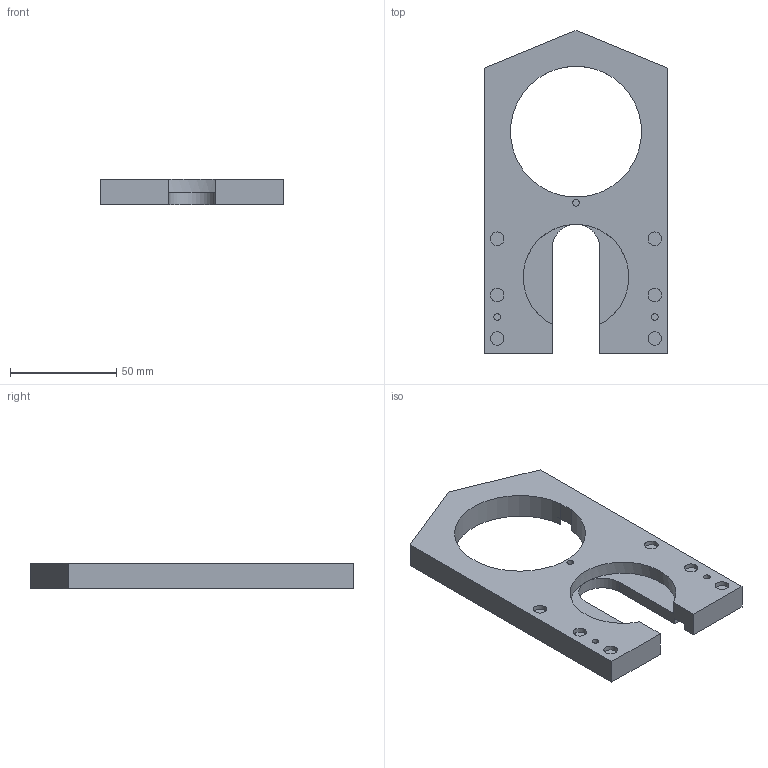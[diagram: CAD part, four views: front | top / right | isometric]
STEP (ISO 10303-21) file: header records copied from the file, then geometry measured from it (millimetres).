
FILE_DESCRIPTION(/* description */ (''),/* implementation_level */ '2;1');
FILE_NAME(/* name */ 'R7 Dust Boot v1.step',/* time_stamp */ '2022-03-01T12:40:59-06:00',/* author */ (''),/* organization */ (''),/* preprocessor_version */ 'ST-DEVELOPER v18.1',/* originating_system */ 'Autodesk Translation Framework v10.13.0.1454',/* authorisation */ '');
FILE_SCHEMA (('AUTOMOTIVE_DESIGN { 1 0 10303 214 3 1 1 }'));
Length unit declared in the file: inch
Products named in the file (1): R7 Dust Boot v1
Bounding box: 86.74 x 152.4 x 11.91 mm (x, y, z)
Volume: 83555.3 mm3; surface area: 28001.9 mm2
Topology: 1 solids, 1 shells, 53 faces, 124 edges, 81 vertices
Faces by surface type: plane 40, cylinder 13
Full cylindrical faces by diameter (mm): 3.15 x3, 6.35 x6
Entity records: 1545 total; most frequent: DIRECTION 260, CARTESIAN_POINT 259, ORIENTED_EDGE 248, EDGE_CURVE 124, LINE 96, VECTOR 96, AXIS2_PLACEMENT_3D 82, VERTEX_POINT 81
